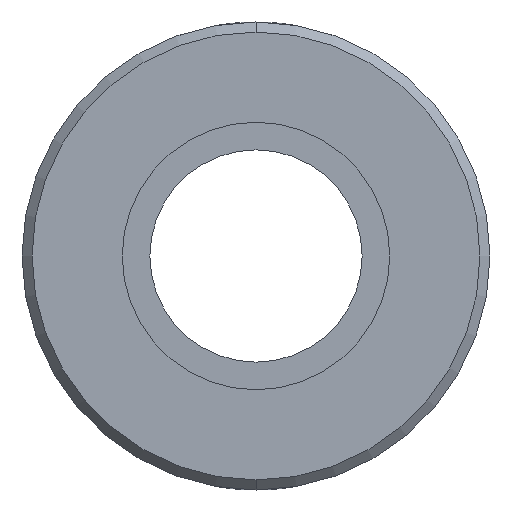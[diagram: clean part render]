
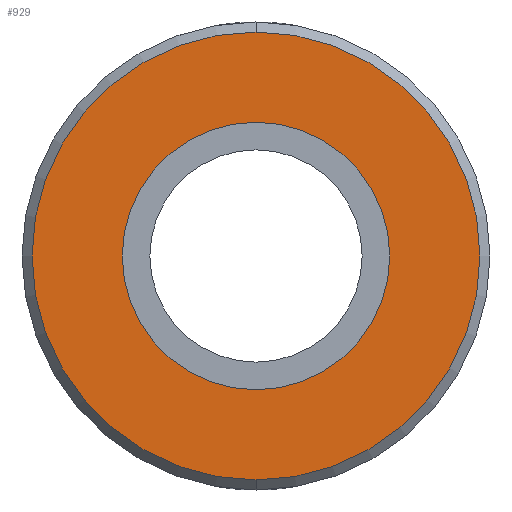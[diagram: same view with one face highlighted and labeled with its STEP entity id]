
A CAD part, front view. The second image highlights one B-rep face of the part: STEP entity #929.
In plain terms, the highlighted planar face has unit normal (0, -1, 0).
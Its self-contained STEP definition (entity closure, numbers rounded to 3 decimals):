
#23 = EDGE_CURVE ( 'NONE', #388, #64, #209, .T. ) ;
#64 = VERTEX_POINT ( 'NONE', #290 ) ;
#69 = CARTESIAN_POINT ( 'NONE',  ( 0., 0., -6.7 ) ) ;
#76 = CARTESIAN_POINT ( 'NONE',  ( 0., 0., 4. ) ) ;
#123 = CARTESIAN_POINT ( 'NONE',  ( 0., 0., 0. ) ) ;
#175 = EDGE_LOOP ( 'NONE', ( #1045, #786 ) ) ;
#209 = CIRCLE ( 'NONE', #319, 4. ) ;
#256 = DIRECTION ( 'NONE',  ( 0., -1., 0. ) ) ;
#265 = CARTESIAN_POINT ( 'NONE',  ( 0., 0., 0. ) ) ;
#290 = CARTESIAN_POINT ( 'NONE',  ( 0., 0., -4. ) ) ;
#313 = VERTEX_POINT ( 'NONE', #69 ) ;
#319 = AXIS2_PLACEMENT_3D ( 'NONE', #265, #550, #1076 ) ;
#354 = CIRCLE ( 'NONE', #1003, 4. ) ;
#388 = VERTEX_POINT ( 'NONE', #76 ) ;
#395 = DIRECTION ( 'NONE',  ( 0., -1., 0. ) ) ;
#460 = CIRCLE ( 'NONE', #572, 6.7 ) ;
#487 = FACE_OUTER_BOUND ( 'NONE', #854, .T. ) ;
#494 = CARTESIAN_POINT ( 'NONE',  ( 0., 0., 0. ) ) ;
#550 = DIRECTION ( 'NONE',  ( 0., -1., 0. ) ) ;
#563 = AXIS2_PLACEMENT_3D ( 'NONE', #494, #580, #750 ) ;
#572 = AXIS2_PLACEMENT_3D ( 'NONE', #702, #256, #617 ) ;
#580 = DIRECTION ( 'NONE',  ( 0., 1., 0. ) ) ;
#617 = DIRECTION ( 'NONE',  ( 0., 0., 1. ) ) ;
#657 = DIRECTION ( 'NONE',  ( 0., 0., -1. ) ) ;
#661 = EDGE_CURVE ( 'NONE', #1141, #313, #460, .T. ) ;
#676 = DIRECTION ( 'NONE',  ( 0., -1., 0. ) ) ;
#690 = ORIENTED_EDGE ( 'NONE', *, *, #661, .T. ) ;
#702 = CARTESIAN_POINT ( 'NONE',  ( 0., 0., 0. ) ) ;
#712 = CIRCLE ( 'NONE', #853, 6.7 ) ;
#750 = DIRECTION ( 'NONE',  ( 0., 0., 1. ) ) ;
#758 = CARTESIAN_POINT ( 'NONE',  ( 0., 0., 6.7 ) ) ;
#786 = ORIENTED_EDGE ( 'NONE', *, *, #23, .F. ) ;
#853 = AXIS2_PLACEMENT_3D ( 'NONE', #922, #676, #1118 ) ;
#854 = EDGE_LOOP ( 'NONE', ( #690, #1074 ) ) ;
#922 = CARTESIAN_POINT ( 'NONE',  ( 0., 0., 0. ) ) ;
#926 = EDGE_CURVE ( 'NONE', #64, #388, #354, .T. ) ;
#929 = ADVANCED_FACE ( 'NONE', ( #1013, #487 ), #1010, .F. ) ;
#1003 = AXIS2_PLACEMENT_3D ( 'NONE', #123, #395, #657 ) ;
#1006 = EDGE_CURVE ( 'NONE', #313, #1141, #712, .T. ) ;
#1010 = PLANE ( 'NONE',  #563 ) ;
#1013 = FACE_BOUND ( 'NONE', #175, .T. ) ;
#1045 = ORIENTED_EDGE ( 'NONE', *, *, #926, .F. ) ;
#1074 = ORIENTED_EDGE ( 'NONE', *, *, #1006, .T. ) ;
#1076 = DIRECTION ( 'NONE',  ( 0., 0., -1. ) ) ;
#1118 = DIRECTION ( 'NONE',  ( 0., 0., 1. ) ) ;
#1141 = VERTEX_POINT ( 'NONE', #758 ) ;
